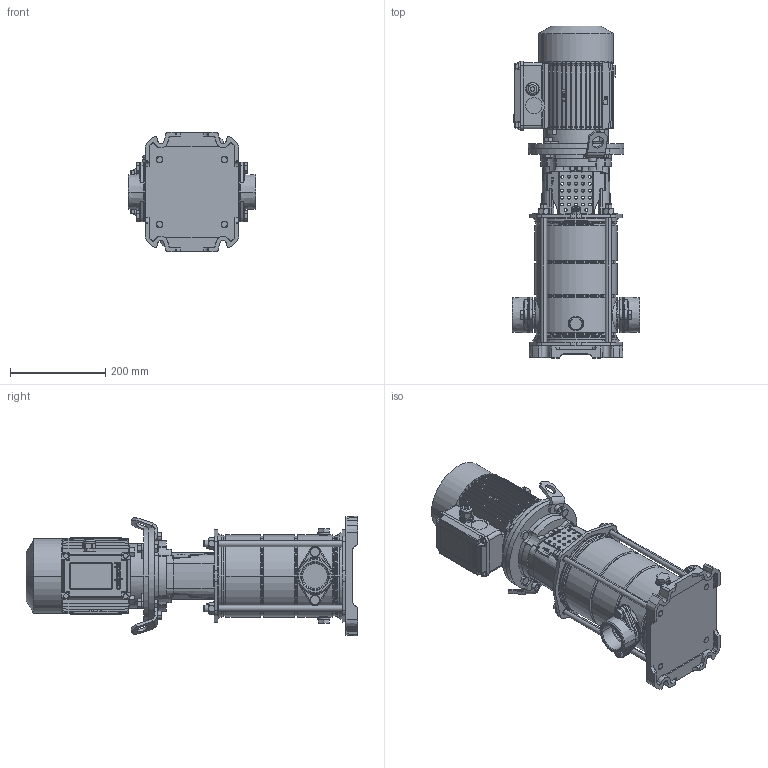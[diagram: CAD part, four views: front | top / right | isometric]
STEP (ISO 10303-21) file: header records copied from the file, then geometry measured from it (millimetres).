
FILE_DESCRIPTION (( 'STEP AP214' ), '1' );
FILE_NAME ('10010386swa01.step', '2021-09-13T14:14:10', ( '' ), ( '' ), 'SwSTEP 2.0', 'SolidWorks 2020', '' );
FILE_SCHEMA (( 'AUTOMOTIVE_DESIGN' ));
Length unit declared in the file: millimetre
Products named in the file (22): 4.92.225swp04; 3.92.270swp01_3.92.270 Semplificato; 10008798swn00_OR3243 - 61.6x2.62 - EPDM; 4.92.204swp02_VERSIONE MACCHINA UTENSILE; 3.92.244swp01_Semplificato; 4.92.211swp01; 10007570swp00_80 SZ VER.; 3.92.269swp01_3_92_269_Sempl.; 10010312swa01; 4.92.223swp03_M14 X 312; 10000016swn00_M12x25 8.8; 10007431swp00_Flangia mot. 80; 10007670swn00_M20x1.5; 10000006swn00_M14 A2-70; 10000033swn00_M10x14 A2; 10000015swn00_M10x35 A2; 10007568swp00_M80 B5-De200; 3.92.280swp01_2001 Sempl.; 10000004swn00_M10 õ; 4.92.228swp01_C20 ZINCATO; 10007576swa00_M80 VERT.; 10010386swa01
Assembly tree (42 placements, depth 3):
  10010386swa01
    10007576swa00_M80 VERT.
      10007568swp00_M80 B5-De200
      10007570swp00_80 SZ VER.
      10007670swn00_M20x1.5
    10010312swa01
      3.92.244swp01_Semplificato
      3.92.280swp01_2001 Sempl.
      3.92.269swp01_3_92_269_Sempl.
      4.92.223swp03_M14 X 312  x4
      10007431swp00_Flangia mot. 80
      10000006swn00_M14 A2-70  x4
      3.92.270swp01_3.92.270 Semplificato
      4.92.204swp02_VERSIONE MACCHINA UTENSILE  x2
      4.92.225swp04  x2
      4.92.211swp01  x2
      10000033swn00_M10x14 A2  x2
      10008798swn00_OR3243 - 61.6x2.62 - EPDM  x2
      10000016swn00_M12x25 8.8  x4
      4.92.228swp01_C20 ZINCATO  x2
    10000015swn00_M10x35 A2  x4
    10000004swn00_M10 õ  x4
Bounding box: 268 x 695.1 x 250 mm (x, y, z)
Volume: 14213803.3 mm3; surface area: 1346383.2 mm2
Topology: 51 solids, 55 shells, 3443 faces, 8639 edges, 5422 vertices
Faces by surface type: plane 1558, cylinder 759, cone 725, bspline 256, torus 133, sphere 12
Entity records: 93618 total; most frequent: CARTESIAN_POINT 25721, ORIENTED_EDGE 13984, DIRECTION 13252, EDGE_CURVE 6992, AXIS2_PLACEMENT_3D 4747, VERTEX_POINT 4466, VECTOR 3758, LINE 3758
